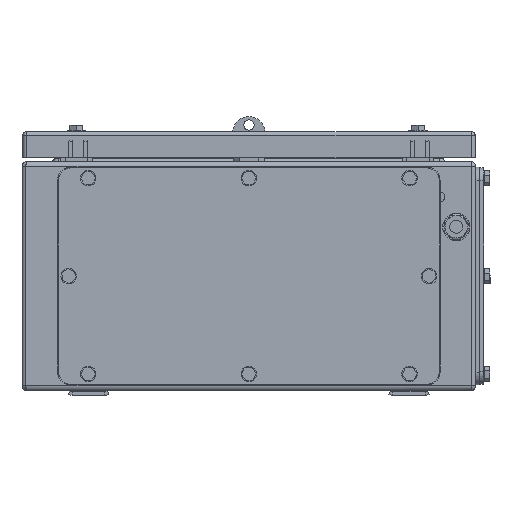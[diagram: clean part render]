
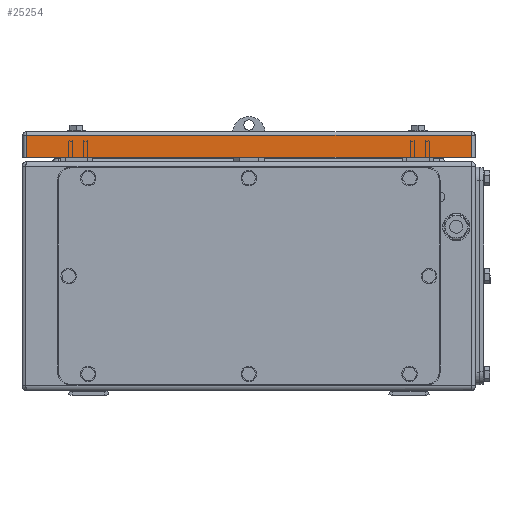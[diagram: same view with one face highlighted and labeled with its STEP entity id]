
A CAD part, left-side view. The second image highlights one B-rep face of the part: STEP entity #25254.
In plain terms, the highlighted planar face has unit normal (-1, 0, 0).
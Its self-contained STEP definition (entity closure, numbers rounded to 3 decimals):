
#25227=AXIS2_PLACEMENT_3D('Plane Axis2P3D',#25224,#25225,#25226) ;
#24857=CARTESIAN_POINT('Vertex',(41.,14.5,200.5)) ;
#24864=CARTESIAN_POINT('Vertex',(41.,357.5,200.5)) ;
#24867=CARTESIAN_POINT('Line Origine',(41.,186.,200.5)) ;
#25224=CARTESIAN_POINT('Axis2P3D Location',(41.,11.5,183.5)) ;
#25229=CARTESIAN_POINT('Line Origine',(41.,14.5,192.)) ;
#25233=CARTESIAN_POINT('Vertex',(41.,14.5,183.5)) ;
#25236=CARTESIAN_POINT('Line Origine',(41.,357.5,192.)) ;
#25240=CARTESIAN_POINT('Vertex',(41.,357.5,183.5)) ;
#25243=CARTESIAN_POINT('Line Origine',(41.,186.,183.5)) ;
#24868=DIRECTION('Vector Direction',(0.,1.,0.)) ;
#25225=DIRECTION('Axis2P3D Direction',(-1.,0.,0.)) ;
#25226=DIRECTION('Axis2P3D XDirection',(0.,-1.,0.)) ;
#25230=DIRECTION('Vector Direction',(0.,0.,1.)) ;
#25237=DIRECTION('Vector Direction',(0.,0.,-1.)) ;
#25244=DIRECTION('Vector Direction',(0.,-1.,0.)) ;
#24869=VECTOR('Line Direction',#24868,1.) ;
#25231=VECTOR('Line Direction',#25230,1.) ;
#25238=VECTOR('Line Direction',#25237,1.) ;
#25245=VECTOR('Line Direction',#25244,1.) ;
#25249=ORIENTED_EDGE('',*,*,#25235,.T.) ;
#25250=ORIENTED_EDGE('',*,*,#24871,.T.) ;
#25251=ORIENTED_EDGE('',*,*,#25242,.T.) ;
#25252=ORIENTED_EDGE('',*,*,#25247,.T.) ;
#25254=ADVANCED_FACE('40798_ASM_DE_KTB_MH_XXXxXXX_S3D-1/40798_DE_KTB_MH_XXXxXXX_S3D-1-solid1',(#25253),#25228,.T.) ;
#24871=EDGE_CURVE('',#24858,#24865,#24870,.T.) ;
#25235=EDGE_CURVE('',#25234,#24858,#25232,.T.) ;
#25242=EDGE_CURVE('',#24865,#25241,#25239,.T.) ;
#25247=EDGE_CURVE('',#25241,#25234,#25246,.T.) ;
#25248=EDGE_LOOP('',(#25249,#25250,#25251,#25252)) ;
#25253=FACE_OUTER_BOUND('',#25248,.T.) ;
#24870=LINE('Line',#24867,#24869) ;
#25232=LINE('Line',#25229,#25231) ;
#25239=LINE('Line',#25236,#25238) ;
#25246=LINE('Line',#25243,#25245) ;
#25228=PLANE('',#25227) ;
#24858=VERTEX_POINT('',#24857) ;
#24865=VERTEX_POINT('',#24864) ;
#25234=VERTEX_POINT('',#25233) ;
#25241=VERTEX_POINT('',#25240) ;
